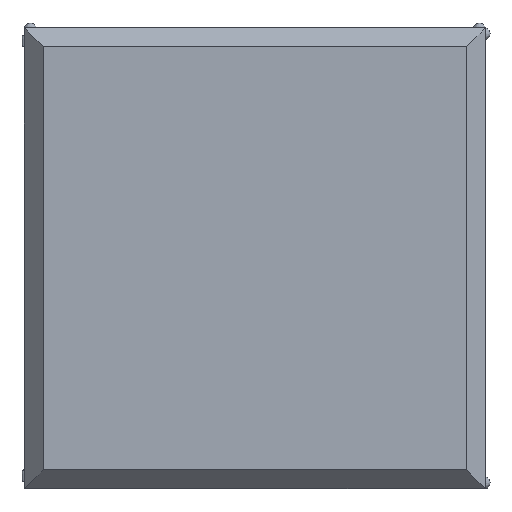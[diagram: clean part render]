
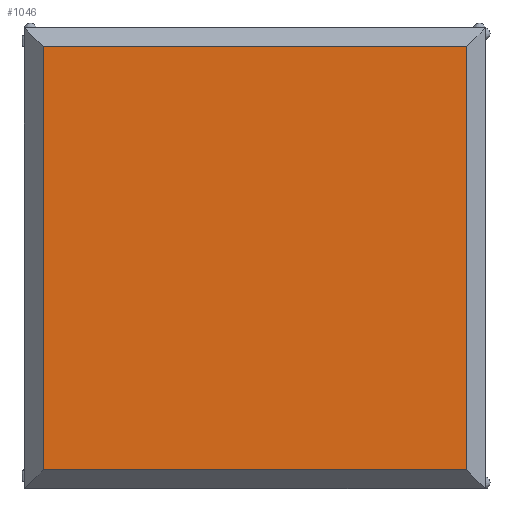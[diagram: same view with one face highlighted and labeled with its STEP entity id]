
A CAD part, top view. The second image highlights one B-rep face of the part: STEP entity #1046.
In plain terms, the highlighted planar face has unit normal (0, 0, 1).
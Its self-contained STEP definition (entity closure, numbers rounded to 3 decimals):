
#54=PLANE('',#1141);
#111=FACE_OUTER_BOUND('',#172,.T.);
#172=EDGE_LOOP('',(#952,#953,#954,#955));
#303=LINE('',#1846,#408);
#307=LINE('',#1852,#412);
#309=LINE('',#1856,#414);
#311=LINE('',#1859,#416);
#408=VECTOR('',#1413,17.9);
#412=VECTOR('',#1419,17.9);
#414=VECTOR('',#1423,17.9);
#416=VECTOR('',#1427,17.9);
#517=VERTEX_POINT('',#1844);
#518=VERTEX_POINT('',#1845);
#519=VERTEX_POINT('',#1851);
#520=VERTEX_POINT('',#1855);
#660=EDGE_CURVE('',#517,#518,#303,.T.);
#664=EDGE_CURVE('',#518,#519,#307,.T.);
#666=EDGE_CURVE('',#519,#520,#309,.T.);
#668=EDGE_CURVE('',#520,#517,#311,.T.);
#952=ORIENTED_EDGE('',*,*,#660,.F.);
#953=ORIENTED_EDGE('',*,*,#668,.F.);
#954=ORIENTED_EDGE('',*,*,#666,.F.);
#955=ORIENTED_EDGE('',*,*,#664,.F.);
#1046=ADVANCED_FACE('',(#111),#54,.T.);
#1141=AXIS2_PLACEMENT_3D('',#1861,#1430,#1431);
#1413=DIRECTION('',(0.,1.,0.));
#1419=DIRECTION('',(1.,0.,0.));
#1423=DIRECTION('',(0.,-1.,0.));
#1427=DIRECTION('',(-1.,0.,0.));
#1430=DIRECTION('center_axis',(0.,0.,
1.));
#1431=DIRECTION('ref_axis',(1.,0.,0.));
#1844=CARTESIAN_POINT('',(-8.95,-8.95,3.6));
#1845=CARTESIAN_POINT('',(-8.95,8.95,3.6));
#1846=CARTESIAN_POINT('',(-8.95,-4.875,3.6));
#1851=CARTESIAN_POINT('',(8.95,8.95,3.6));
#1852=CARTESIAN_POINT('',(-4.875,8.95,3.6));
#1855=CARTESIAN_POINT('',(8.95,-8.95,3.6));
#1856=CARTESIAN_POINT('',(8.95,4.875,3.6));
#1859=CARTESIAN_POINT('',(4.875,-8.95,3.6));
#1861=CARTESIAN_POINT('Origin',(0.,0.,3.6));
